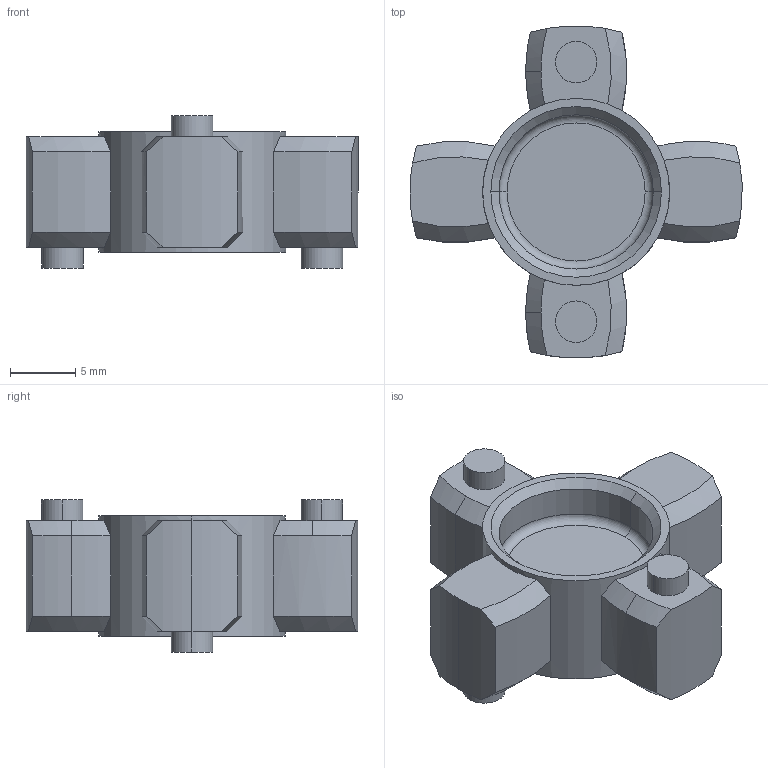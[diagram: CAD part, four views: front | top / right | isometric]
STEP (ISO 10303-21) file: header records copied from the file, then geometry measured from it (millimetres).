
FILE_DESCRIPTION (( 'STEP AP203' ), '1' );
FILE_NAME ('9845T14_Durometer 98A Spider for 1 OD and 25 mm OD Vibrate-Damping Precision Flexible Shaft Coupling.STEP', '2022-05-17T18:47:21', ( 'Administrator' ), ( 'Managed by Terraform' ), 'SwSTEP 2.0', 'SolidWorks 2017', '' );
FILE_SCHEMA (( 'CONFIG_CONTROL_DESIGN' ));
Length unit declared in the file: inch
Products named in the file (1): 9845T14_Durometer 98A Spider for 1 OD and 25 mm OD Vibrate-Damping Precision Flexible Shaft Coupling
Bounding box: 25.38 x 25.36 x 11.64 mm (x, y, z)
Volume: 2116.6 mm3; surface area: 1692.4 mm2
Topology: 1 solids, 1 shells, 73 faces, 180 edges, 117 vertices
Faces by surface type: cylinder 29, cone 24, plane 16, torus 4
Entity records: 2318 total; most frequent: CARTESIAN_POINT 467, DIRECTION 401, ORIENTED_EDGE 360, EDGE_CURVE 180, AXIS2_PLACEMENT_3D 179, VERTEX_POINT 117, CIRCLE 105, EDGE_LOOP 81
